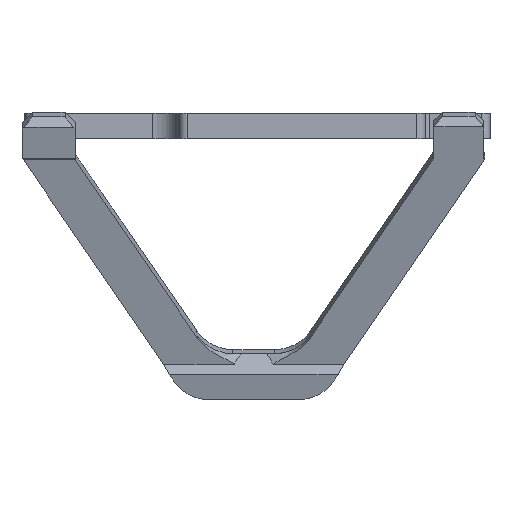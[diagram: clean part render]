
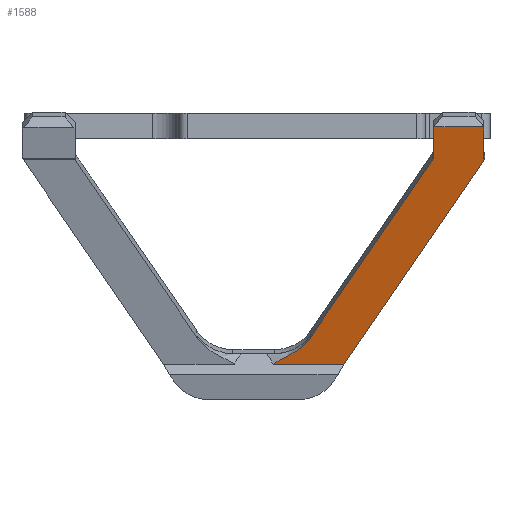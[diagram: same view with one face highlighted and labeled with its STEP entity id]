
A CAD part, front view. The second image highlights one B-rep face of the part: STEP entity #1588.
In plain terms, the highlighted planar face has unit normal (0, -0.966, -0.259).
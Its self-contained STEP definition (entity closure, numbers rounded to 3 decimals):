
#27=B_SPLINE_CURVE_WITH_KNOTS('',3,(#2624,#2625,#2626,#2627,#2628,#2629,
#2630,#2631,#2632,#2633,#2634,#2635,#2636,#2637),.UNSPECIFIED.,.F.,.F.,
(4,2,2,2,2,2,4),(0.424,0.472,0.564,
0.645,0.76,0.915,1.052),
 .UNSPECIFIED.);
#99=PLANE('',#1729);
#179=FACE_OUTER_BOUND('',#269,.T.);
#269=EDGE_LOOP('',(#1449,#1450,#1451,#1452,#1453,#1454,#1455,#1456,#1457));
#400=LINE('',#2651,#584);
#407=LINE('',#2669,#591);
#434=LINE('',#2725,#618);
#453=LINE('',#2763,#637);
#454=LINE('',#2765,#638);
#455=LINE('',#2766,#639);
#456=LINE('',#2768,#640);
#457=LINE('',#2769,#641);
#584=VECTOR('',#2033,10.);
#591=VECTOR('',#2050,10.);
#618=VECTOR('',#2089,10.);
#637=VECTOR('',#2128,10.);
#638=VECTOR('',#2129,10.);
#639=VECTOR('',#2130,10.);
#640=VECTOR('',#2131,10.);
#641=VECTOR('',#2132,10.);
#784=VERTEX_POINT('',#2594);
#785=VERTEX_POINT('',#2623);
#789=VERTEX_POINT('',#2649);
#795=VERTEX_POINT('',#2667);
#815=VERTEX_POINT('',#2718);
#818=VERTEX_POINT('',#2723);
#827=VERTEX_POINT('',#2762);
#828=VERTEX_POINT('',#2764);
#829=VERTEX_POINT('',#2767);
#980=EDGE_CURVE('',#785,#784,#27,.F.);
#986=EDGE_CURVE('',#789,#784,#400,.T.);
#995=EDGE_CURVE('',#789,#795,#407,.T.);
#1024=EDGE_CURVE('',#818,#815,#434,.T.);
#1043=EDGE_CURVE('',#827,#818,#453,.T.);
#1044=EDGE_CURVE('',#828,#827,#454,.T.);
#1045=EDGE_CURVE('',#828,#785,#455,.T.);
#1046=EDGE_CURVE('',#795,#829,#456,.T.);
#1047=EDGE_CURVE('',#815,#829,#457,.T.);
#1449=ORIENTED_EDGE('',*,*,#1024,.F.);
#1450=ORIENTED_EDGE('',*,*,#1043,.F.);
#1451=ORIENTED_EDGE('',*,*,#1044,.F.);
#1452=ORIENTED_EDGE('',*,*,#1045,.T.);
#1453=ORIENTED_EDGE('',*,*,#980,.T.);
#1454=ORIENTED_EDGE('',*,*,#986,.F.);
#1455=ORIENTED_EDGE('',*,*,#995,.T.);
#1456=ORIENTED_EDGE('',*,*,#1046,.T.);
#1457=ORIENTED_EDGE('',*,*,#1047,.F.);
#1588=ADVANCED_FACE('',(#179),#99,.F.);
#1729=AXIS2_PLACEMENT_3D('',#2761,#2126,#2127);
#2033=DIRECTION('',(-1.,0.,0.));
#2050=DIRECTION('',(0.553,-0.216,0.805));
#2089=DIRECTION('',(1.,0.,0.));
#2126=DIRECTION('center_axis',(0.,0.966,0.259));
#2127=DIRECTION('ref_axis',(-1.,0.,0.));
#2128=DIRECTION('',(0.,-0.259,0.966));
#2129=DIRECTION('',(0.707,-0.183,0.683));
#2130=DIRECTION('',(-0.553,0.216,-0.805));
#2131=DIRECTION('',(-0.707,-0.183,0.683));
#2132=DIRECTION('',(0.,0.259,-0.966));
#2594=CARTESIAN_POINT('',(29.261,-83.317,-25.703));
#2623=CARTESIAN_POINT('',(33.548,-84.128,-22.675));
#2624=CARTESIAN_POINT('Ctrl Pts',(29.261,-83.317,-25.703));
#2625=CARTESIAN_POINT('Ctrl Pts',(29.369,-83.338,-25.623));
#2626=CARTESIAN_POINT('Ctrl Pts',(29.482,-83.358,-25.549));
#2627=CARTESIAN_POINT('Ctrl Pts',(29.818,-83.413,-25.344));
#2628=CARTESIAN_POINT('Ctrl Pts',(30.057,-83.446,-25.219));
#2629=CARTESIAN_POINT('Ctrl Pts',(30.487,-83.504,-25.004));
#2630=CARTESIAN_POINT('Ctrl Pts',(30.697,-83.531,-24.903));
#2631=CARTESIAN_POINT('Ctrl Pts',(31.208,-83.6,-24.646));
#2632=CARTESIAN_POINT('Ctrl Pts',(31.484,-83.639,-24.499));
#2633=CARTESIAN_POINT('Ctrl Pts',(32.139,-83.747,-24.096));
#2634=CARTESIAN_POINT('Ctrl Pts',(32.483,-83.816,-23.842));
#2635=CARTESIAN_POINT('Ctrl Pts',(33.081,-83.966,-23.28));
#2636=CARTESIAN_POINT('Ctrl Pts',(33.332,-84.044,-22.99));
#2637=CARTESIAN_POINT('Ctrl Pts',(33.548,-84.128,-22.675));
#2649=CARTESIAN_POINT('',(37.469,-83.317,-25.703));
#2651=CARTESIAN_POINT('',(25.736,-83.317,-25.703));
#2667=CARTESIAN_POINT('',(53.815,-89.695,-1.9));
#2669=CARTESIAN_POINT('',(46.982,-87.029,-11.85));
#2718=CARTESIAN_POINT('',(53.715,-90.695,1.833));
#2723=CARTESIAN_POINT('',(47.915,-90.695,1.833));
#2725=CARTESIAN_POINT('',(37.465,-90.695,1.833));
#2761=CARTESIAN_POINT('Origin',(27.015,-86.618,-13.384));
#2762=CARTESIAN_POINT('',(47.915,-89.721,-1.803));
#2763=CARTESIAN_POINT('',(47.915,-89.721,-1.803));
#2764=CARTESIAN_POINT('',(47.815,-89.695,-1.9));
#2765=CARTESIAN_POINT('',(47.815,-89.695,-1.9));
#2766=CARTESIAN_POINT('',(47.815,-89.695,-1.9));
#2767=CARTESIAN_POINT('',(53.715,-89.721,-1.803));
#2768=CARTESIAN_POINT('',(53.815,-89.695,-1.9));
#2769=CARTESIAN_POINT('',(53.715,-90.954,2.799));
